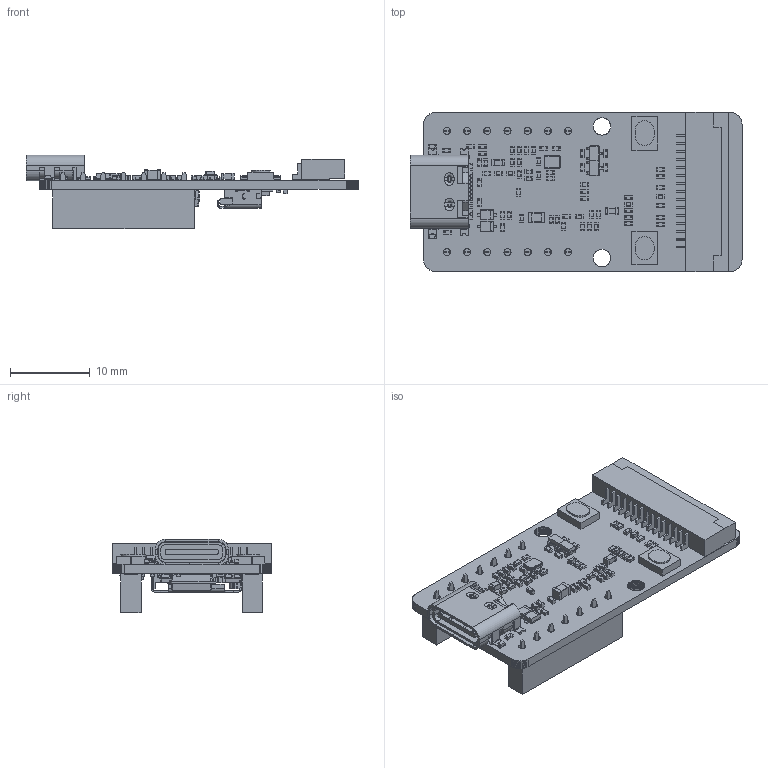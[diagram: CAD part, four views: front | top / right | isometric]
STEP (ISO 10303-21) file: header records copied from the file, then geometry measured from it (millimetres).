
FILE_DESCRIPTION(/* description */ (''),/* implementation_level */ '2;1');
FILE_NAME(/* name */ 'Grove - Vision AI Module 3d V2_.step',/* time_stamp */ '2024-01-19T12:07:59+05:30',/* author */ (''),/* organization */ (''),/* preprocessor_version */ 'ST-DEVELOPER v20',/* originating_system */ 'Autodesk Translation Framework v12.14.0.127',/* authorisation */ '');
FILE_SCHEMA (('AUTOMOTIVE_DESIGN { 1 0 10303 214 3 1 1 }'));
Products named in the file (30): Grove - Vision AI Module V2; Pin_D1.0mm_L10.0mm; Crystal_SMD_SeikoEpson_TSX3225-4Pin_3.2x2.5mm; SOLID (6); TE_1-84952-5_1x15-1MP_P1.0mm_Horizontal; SOLID (12); L_0805_2012Metric; SOLID (9); LED_0402_1005Metric; SOLID (3); L_0603_1608Metric; SOLID (7); D_SOD-323F; SOLID (2); SOT-323_SC-70; SOLID (8); C_0402_1005Metric; SOLID; SOIC-8_5.275x5.275mm_P1.27mm; SOLID (10); PinSocket_1x07_P2.54mm_Vertical; SOLID (13); R_0402_1005Metric; SOLID (1); Grove - Vision AI Module V2 PCB; USB_type_C_smd_12ps v1; Seeed Studio XIAO-ESP32-S3-Sense v1; Sense Expansion Board; 10067099-200LF v1; Component72
Assembly tree (117 placements, depth 5):
  Grove - Vision AI Module V2
    C_0402_1005Metric  x36
      SOLID
    R_0402_1005Metric  x44
      SOLID (1)
    D_SOD-323F  x4
      SOLID (2)
    LED_0402_1005Metric  x2
      SOLID (3)
    Pin_D1.0mm_L10.0mm
    Crystal_SMD_SeikoEpson_TSX3225-4Pin_3.2x2.5mm
      SOLID (6)
    L_0603_1608Metric  x2
      SOLID (7)
    TE_1-84952-5_1x15-1MP_P1.0mm_Horizontal
      SOLID (12)
    SOT-323_SC-70  x5
      SOLID (8)
    L_0805_2012Metric
      SOLID (9)
    SOIC-8_5.275x5.275mm_P1.27mm
      SOLID (10)
    PinSocket_1x07_P2.54mm_Vertical  x2
      SOLID (13)
    Grove - Vision AI Module V2 PCB
    USB_type_C_smd_12ps v1
    Seeed Studio XIAO-ESP32-S3-Sense v1
      Sense Expansion Board
        10067099-200LF v1
          Component72
Bounding box: 41.73 x 20 x 9.25 mm (x, y, z)
Volume: 1891.6 mm3; surface area: 4684 mm2
Topology: 140 solids, 140 shells, 5008 faces, 12845 edges, 8224 vertices
Faces by surface type: plane 3752, cylinder 1178, bspline 31, sphere 24, torus 18, cone 5
Full cylindrical faces by diameter (mm): 0.6 x3, 0.65 x2, 0.889 x14
Entity records: 69480 total; most frequent: CARTESIAN_POINT 12168, ORIENTED_EDGE 11376, DIRECTION 11110, EDGE_CURVE 5688, LINE 4924, VECTOR 4924, VERTEX_POINT 3606, AXIS2_PLACEMENT_3D 3093
